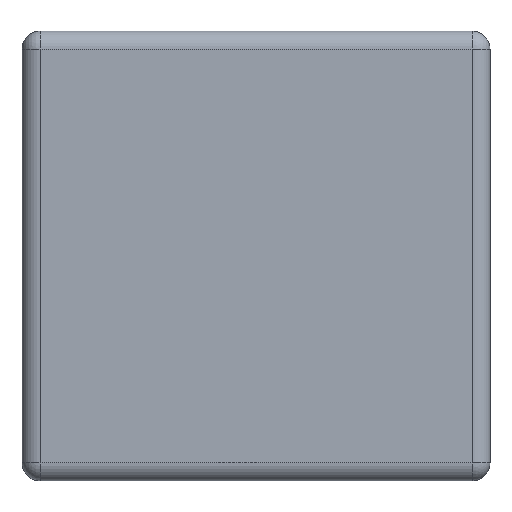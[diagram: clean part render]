
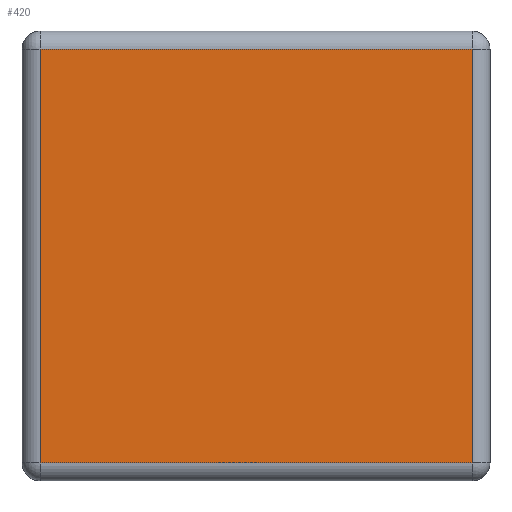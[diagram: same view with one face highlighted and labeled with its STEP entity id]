
A CAD part, left-side view. The second image highlights one B-rep face of the part: STEP entity #420.
In plain terms, the highlighted planar face has unit normal (-1, 0, 0).
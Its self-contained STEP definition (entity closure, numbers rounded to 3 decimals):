
#13 = CARTESIAN_POINT ( 'NONE',  ( -1., 1.3, 0.575 ) ) ;
#14 = DIRECTION ( 'NONE',  ( 0., -1., 0. ) ) ;
#25 = VECTOR ( 'NONE', #501, 1000. ) ;
#38 = CARTESIAN_POINT ( 'NONE',  ( -1., 0.05, -0.625 ) ) ;
#70 = LINE ( 'NONE', #1272, #378 ) ;
#73 = ORIENTED_EDGE ( 'NONE', *, *, #1094, .T. ) ;
#83 = DIRECTION ( 'NONE',  ( 0., 0., -1. ) ) ;
#103 = VERTEX_POINT ( 'NONE', #975 ) ;
#107 = LINE ( 'NONE', #38, #1072 ) ;
#113 = LINE ( 'NONE', #997, #1048 ) ;
#124 = DIRECTION ( 'NONE',  ( 0., 0., 1. ) ) ;
#160 = EDGE_CURVE ( 'NONE', #1095, #1086, #70, .T. ) ;
#174 = LINE ( 'NONE', #13, #25 ) ;
#193 = DIRECTION ( 'NONE',  ( 0., 0., -1. ) ) ;
#357 = EDGE_CURVE ( 'NONE', #1086, #988, #113, .T. ) ;
#378 = VECTOR ( 'NONE', #193, 1000. ) ;
#404 = ORIENTED_EDGE ( 'NONE', *, *, #160, .T. ) ;
#420 = ADVANCED_FACE ( 'NONE', ( #1263 ), #674, .F. ) ;
#501 = DIRECTION ( 'NONE',  ( 0., 1., 0. ) ) ;
#573 = CARTESIAN_POINT ( 'NONE',  ( -1., 1.25, 0.575 ) ) ;
#674 = PLANE ( 'NONE',  #777 ) ;
#777 = AXIS2_PLACEMENT_3D ( 'NONE', #1170, #853, #83 ) ;
#839 = CARTESIAN_POINT ( 'NONE',  ( -1., 1.25, -0.575 ) ) ;
#844 = EDGE_CURVE ( 'NONE', #103, #1095, #174, .T. ) ;
#853 = DIRECTION ( 'NONE',  ( 1., 0., 0. ) ) ;
#883 = ORIENTED_EDGE ( 'NONE', *, *, #357, .T. ) ;
#892 = EDGE_LOOP ( 'NONE', ( #404, #883, #73, #1028 ) ) ;
#975 = CARTESIAN_POINT ( 'NONE',  ( -1., 0.05, 0.575 ) ) ;
#988 = VERTEX_POINT ( 'NONE', #1029 ) ;
#997 = CARTESIAN_POINT ( 'NONE',  ( -1., 1.3, -0.575 ) ) ;
#1028 = ORIENTED_EDGE ( 'NONE', *, *, #844, .T. ) ;
#1029 = CARTESIAN_POINT ( 'NONE',  ( -1., 0.05, -0.575 ) ) ;
#1048 = VECTOR ( 'NONE', #14, 1000. ) ;
#1072 = VECTOR ( 'NONE', #124, 1000. ) ;
#1086 = VERTEX_POINT ( 'NONE', #839 ) ;
#1094 = EDGE_CURVE ( 'NONE', #988, #103, #107, .T. ) ;
#1095 = VERTEX_POINT ( 'NONE', #573 ) ;
#1170 = CARTESIAN_POINT ( 'NONE',  ( -1., 1.3, -0.625 ) ) ;
#1263 = FACE_OUTER_BOUND ( 'NONE', #892, .T. ) ;
#1272 = CARTESIAN_POINT ( 'NONE',  ( -1., 1.25, -0.625 ) ) ;
